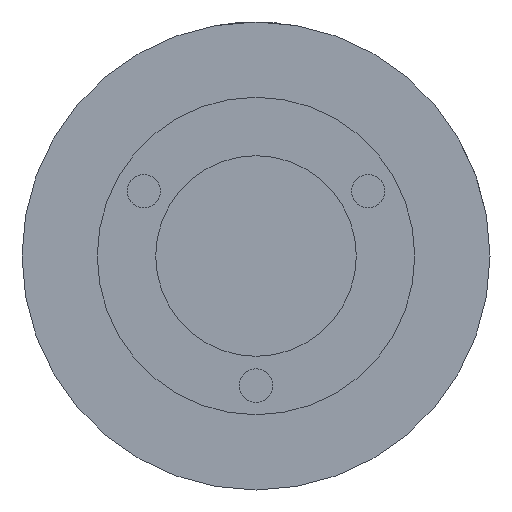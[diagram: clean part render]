
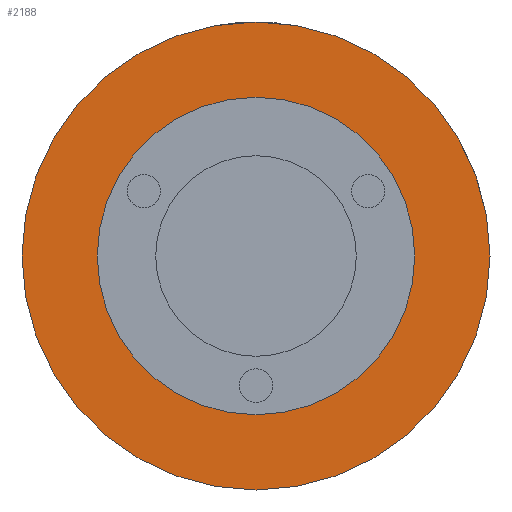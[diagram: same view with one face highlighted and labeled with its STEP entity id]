
A CAD part, front view. The second image highlights one B-rep face of the part: STEP entity #2188.
In plain terms, the highlighted planar face has unit normal (0, -1, 0).
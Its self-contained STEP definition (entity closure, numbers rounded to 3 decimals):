
#1=CARTESIAN_POINT('',(0.,0.,0.));
#2=DIRECTION('',(0.,-1.,0.));
#3=DIRECTION('',(0.,0.,-1.));
#4=AXIS2_PLACEMENT_3D('',#1,#2,#3);
#6=CARTESIAN_POINT('',(0.,0.,0.));
#7=DIRECTION('',(0.,-1.,0.));
#8=DIRECTION('',(0.,0.,1.));
#9=AXIS2_PLACEMENT_3D('',#6,#7,#8);
#20=CARTESIAN_POINT('',(0.,0.,0.));
#21=DIRECTION('',(0.,1.,0.));
#22=DIRECTION('',(1.,0.,0.));
#23=AXIS2_PLACEMENT_3D('',#20,#21,#22);
#1301=CARTESIAN_POINT('',(0.,0.,0.));
#1302=DIRECTION('',(0.,-1.,0.));
#1303=DIRECTION('',(1.,0.,0.));
#1304=AXIS2_PLACEMENT_3D('',#1301,#1302,#1303);
#1777=CARTESIAN_POINT('',(7.,0.,0.));
#1778=CARTESIAN_POINT('',(-7.,0.,0.));
#1779=VERTEX_POINT('',#1777);
#1780=VERTEX_POINT('',#1778);
#2135=CARTESIAN_POINT('',(0.,0.,-4.75));
#2136=CARTESIAN_POINT('',(0.,0.,4.75));
#2137=VERTEX_POINT('',#2135);
#2138=VERTEX_POINT('',#2136);
#2171=CARTESIAN_POINT('',(0.,0.,0.));
#2172=DIRECTION('',(0.,-1.,0.));
#2173=DIRECTION('',(-1.,0.,0.));
#2174=AXIS2_PLACEMENT_3D('',#2171,#2172,#2173);
#2175=PLANE('',#2174);
#2177=ORIENTED_EDGE('',*,*,#2176,.T.);
#2179=ORIENTED_EDGE('',*,*,#2178,.F.);
#2180=EDGE_LOOP('',(#2177,#2179));
#2181=FACE_OUTER_BOUND('',#2180,.F.);
#2183=ORIENTED_EDGE('',*,*,#2182,.T.);
#2185=ORIENTED_EDGE('',*,*,#2184,.T.);
#2186=EDGE_LOOP('',(#2183,#2185));
#2187=FACE_BOUND('',#2186,.F.);
#2188=ADVANCED_FACE('',(#2181,#2187),#2175,.T.);
#5=CIRCLE('',#4,4.75);
#10=CIRCLE('',#9,4.75);
#24=CIRCLE('',#23,7.);
#1305=CIRCLE('',#1304,7.);
#2176=EDGE_CURVE('',#1779,#1780,#24,.T.);
#2178=EDGE_CURVE('',#1779,#1780,#1305,.T.);
#2182=EDGE_CURVE('',#2137,#2138,#5,.T.);
#2184=EDGE_CURVE('',#2138,#2137,#10,.T.);
